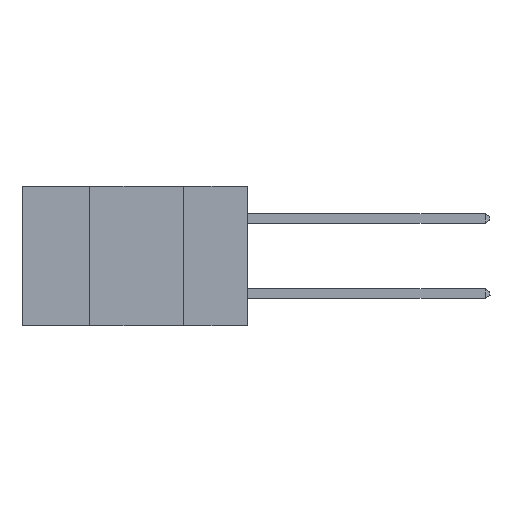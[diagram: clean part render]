
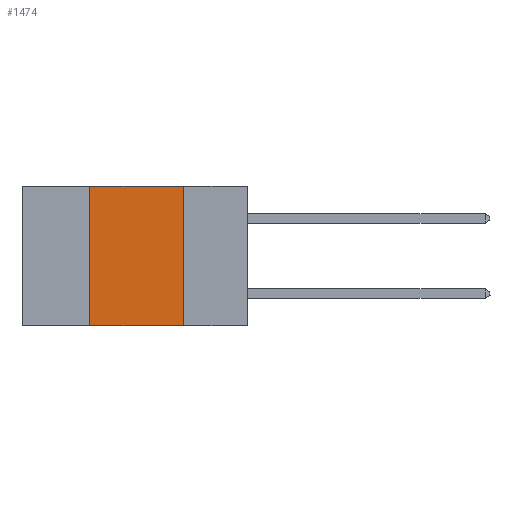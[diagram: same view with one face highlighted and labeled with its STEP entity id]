
A CAD part, left-side view. The second image highlights one B-rep face of the part: STEP entity #1474.
In plain terms, the highlighted planar face has unit normal (-1, 0, 0).
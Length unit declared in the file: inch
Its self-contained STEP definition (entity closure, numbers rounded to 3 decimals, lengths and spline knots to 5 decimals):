
#783 = LINE ( 'NONE', #4463, #13605 ) ;
#1015 = FACE_OUTER_BOUND ( 'NONE', #14743, .T. ) ;
#1472 = DIRECTION ( 'NONE',  ( 0., 0., -1. ) ) ;
#1474 = ADVANCED_FACE ( 'NONE', ( #1015 ), #15950, .F. ) ;
#2402 = VERTEX_POINT ( 'NONE', #5713 ) ;
#2913 = ORIENTED_EDGE ( 'NONE', *, *, #11926, .F. ) ;
#2935 = EDGE_CURVE ( 'NONE', #15932, #3343, #783, .T. ) ;
#3132 = CARTESIAN_POINT ( 'NONE',  ( 0., 0.17, 0. ) ) ;
#3313 = DIRECTION ( 'NONE',  ( 0., -1., 0. ) ) ;
#3343 = VERTEX_POINT ( 'NONE', #3132 ) ;
#3960 = CARTESIAN_POINT ( 'NONE',  ( 0., 0.6, -0.37 ) ) ;
#4463 = CARTESIAN_POINT ( 'NONE',  ( 0., 0.6, 0. ) ) ;
#4539 = CARTESIAN_POINT ( 'NONE',  ( 0., 0.42, -0.37 ) ) ;
#4729 = VECTOR ( 'NONE', #8123, 39.37008 ) ;
#4894 = LINE ( 'NONE', #3960, #7583 ) ;
#5713 = CARTESIAN_POINT ( 'NONE',  ( 0., 0.17, -0.37 ) ) ;
#6527 = DIRECTION ( 'NONE',  ( 0., -1., 0. ) ) ;
#6734 = DIRECTION ( 'NONE',  ( 1., 0., 0. ) ) ;
#7409 = LINE ( 'NONE', #14747, #4729 ) ;
#7583 = VECTOR ( 'NONE', #6527, 39.37008 ) ;
#8006 = EDGE_CURVE ( 'NONE', #15842, #2402, #4894, .T. ) ;
#8123 = DIRECTION ( 'NONE',  ( 0., 0., -1. ) ) ;
#8411 = ORIENTED_EDGE ( 'NONE', *, *, #11825, .F. ) ;
#9107 = LINE ( 'NONE', #14383, #10784 ) ;
#10609 = ORIENTED_EDGE ( 'NONE', *, *, #2935, .F. ) ;
#10784 = VECTOR ( 'NONE', #15675, 39.37008 ) ;
#11825 = EDGE_CURVE ( 'NONE', #15842, #15932, #9107, .T. ) ;
#11926 = EDGE_CURVE ( 'NONE', #3343, #2402, #7409, .T. ) ;
#12170 = CARTESIAN_POINT ( 'NONE',  ( 0., 0.42, 0. ) ) ;
#12698 = AXIS2_PLACEMENT_3D ( 'NONE', #14544, #6734, #1472 ) ;
#13605 = VECTOR ( 'NONE', #3313, 39.37008 ) ;
#14383 = CARTESIAN_POINT ( 'NONE',  ( 0., 0.42, 0. ) ) ;
#14544 = CARTESIAN_POINT ( 'NONE',  ( 0., 0.6, 0. ) ) ;
#14616 = ORIENTED_EDGE ( 'NONE', *, *, #8006, .T. ) ;
#14743 = EDGE_LOOP ( 'NONE', ( #2913, #10609, #8411, #14616 ) ) ;
#14747 = CARTESIAN_POINT ( 'NONE',  ( 0., 0.17, 0. ) ) ;
#15675 = DIRECTION ( 'NONE',  ( 0., 0., 1. ) ) ;
#15842 = VERTEX_POINT ( 'NONE', #4539 ) ;
#15932 = VERTEX_POINT ( 'NONE', #12170 ) ;
#15950 = PLANE ( 'NONE',  #12698 ) ;
